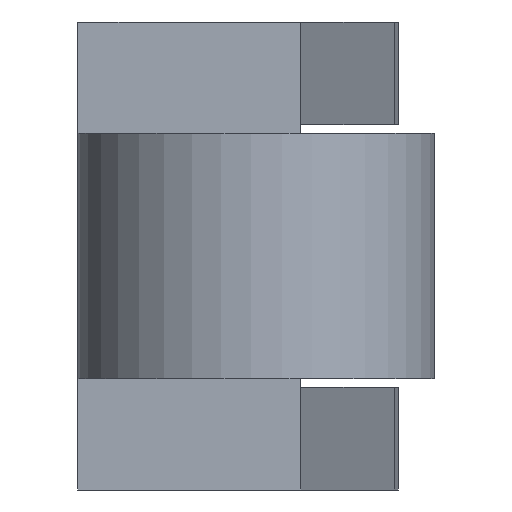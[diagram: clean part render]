
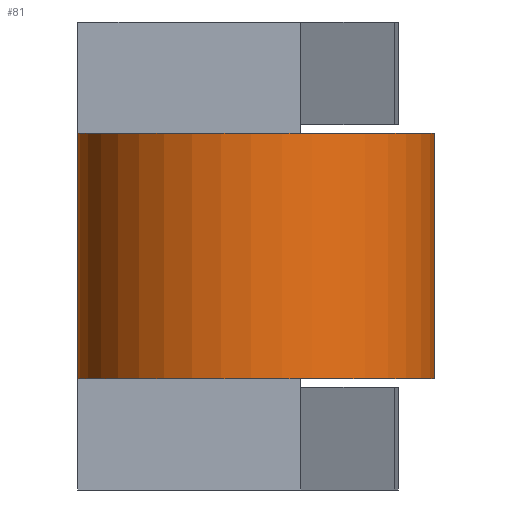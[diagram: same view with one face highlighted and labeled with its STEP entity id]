
A CAD part, front view. The second image highlights one B-rep face of the part: STEP entity #81.
In plain terms, the highlighted cylindrical face has radius 80 mm (diameter 160 mm), a partial arc.
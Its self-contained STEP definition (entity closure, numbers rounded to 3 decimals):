
#10 = DIRECTION ( 'NONE',  ( 0., 0., -1. ) ) ;
#29 = CARTESIAN_POINT ( 'NONE',  ( 20., 77.46, 105. ) ) ;
#49 = LINE ( 'NONE', #543, #304 ) ;
#51 = FACE_OUTER_BOUND ( 'NONE', #121, .T. ) ;
#76 = VERTEX_POINT ( 'NONE', #94 ) ;
#81 = ADVANCED_FACE ( 'NONE', ( #51 ), #446, .T. ) ;
#84 = EDGE_CURVE ( 'NONE', #76, #397, #49, .T. ) ;
#94 = CARTESIAN_POINT ( 'NONE',  ( -80., 0., 55. ) ) ;
#121 = EDGE_LOOP ( 'NONE', ( #548, #531, #394, #257 ) ) ;
#128 = DIRECTION ( 'NONE',  ( 0., 0., 1. ) ) ;
#130 = CARTESIAN_POINT ( 'NONE',  ( 20., 77.46, -55. ) ) ;
#152 = AXIS2_PLACEMENT_3D ( 'NONE', #408, #220, #493 ) ;
#170 = CIRCLE ( 'NONE', #487, 80. ) ;
#175 = EDGE_CURVE ( 'NONE', #350, #76, #381, .T. ) ;
#205 = DIRECTION ( 'NONE',  ( 0., 0., -1. ) ) ;
#211 = CARTESIAN_POINT ( 'NONE',  ( 0., 0., -55. ) ) ;
#220 = DIRECTION ( 'NONE',  ( 0., 0., -1. ) ) ;
#243 = DIRECTION ( 'NONE',  ( 0., 1., 0. ) ) ;
#257 = ORIENTED_EDGE ( 'NONE', *, *, #353, .T. ) ;
#258 = CARTESIAN_POINT ( 'NONE',  ( 20., 77.46, 55. ) ) ;
#288 = EDGE_CURVE ( 'NONE', #350, #424, #513, .T. ) ;
#299 = DIRECTION ( 'NONE',  ( 0., -1., 0. ) ) ;
#304 = VECTOR ( 'NONE', #10, 1000. ) ;
#334 = AXIS2_PLACEMENT_3D ( 'NONE', #371, #467, #243 ) ;
#350 = VERTEX_POINT ( 'NONE', #258 ) ;
#353 = EDGE_CURVE ( 'NONE', #397, #424, #170, .T. ) ;
#371 = CARTESIAN_POINT ( 'NONE',  ( 0., 0., 55. ) ) ;
#381 = CIRCLE ( 'NONE', #334, 80. ) ;
#394 = ORIENTED_EDGE ( 'NONE', *, *, #84, .T. ) ;
#397 = VERTEX_POINT ( 'NONE', #429 ) ;
#408 = CARTESIAN_POINT ( 'NONE',  ( 0., 0., 105. ) ) ;
#424 = VERTEX_POINT ( 'NONE', #130 ) ;
#429 = CARTESIAN_POINT ( 'NONE',  ( -80., 0., -55. ) ) ;
#446 = CYLINDRICAL_SURFACE ( 'NONE', #152, 80. ) ;
#455 = VECTOR ( 'NONE', #205, 1000. ) ;
#467 = DIRECTION ( 'NONE',  ( 0., 0., -1. ) ) ;
#487 = AXIS2_PLACEMENT_3D ( 'NONE', #211, #128, #299 ) ;
#493 = DIRECTION ( 'NONE',  ( -1., 0., 0. ) ) ;
#513 = LINE ( 'NONE', #29, #455 ) ;
#531 = ORIENTED_EDGE ( 'NONE', *, *, #175, .T. ) ;
#543 = CARTESIAN_POINT ( 'NONE',  ( -80., 0., 105. ) ) ;
#548 = ORIENTED_EDGE ( 'NONE', *, *, #288, .F. ) ;
